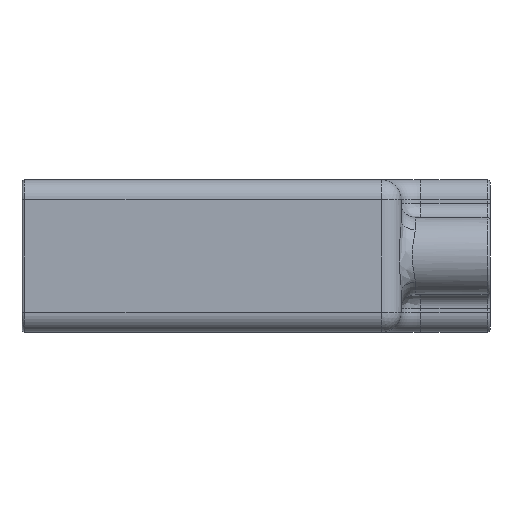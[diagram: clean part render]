
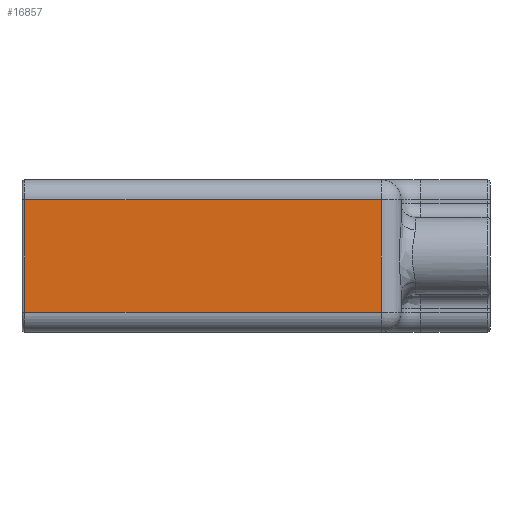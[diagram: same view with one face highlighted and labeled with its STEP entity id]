
A CAD part, left-side view. The second image highlights one B-rep face of the part: STEP entity #16857.
In plain terms, the highlighted planar face has unit normal (-1, 0, 0).
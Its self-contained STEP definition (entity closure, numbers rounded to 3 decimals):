
#493=PLANE('',#19278);
#1855=FACE_OUTER_BOUND('',#3027,.T.);
#3027=EDGE_LOOP('',(#14964,#14965,#14966,#14967));
#3346=LINE('',#26660,#4244);
#3348=LINE('',#26673,#4246);
#3958=LINE('',#33175,#4856);
#3966=LINE('',#33212,#4864);
#4244=VECTOR('',#20433,10.);
#4246=VECTOR('',#20451,10.);
#4856=VECTOR('',#24845,10.);
#4864=VECTOR('',#24903,10.);
#6827=VERTEX_POINT('',#26654);
#6828=VERTEX_POINT('',#26658);
#6831=VERTEX_POINT('',#26672);
#7778=VERTEX_POINT('',#33174);
#8360=EDGE_CURVE('',#6828,#6827,#3346,.T.);
#8366=EDGE_CURVE('',#6831,#6828,#3348,.T.);
#10204=EDGE_CURVE('',#7778,#6831,#3958,.T.);
#10222=EDGE_CURVE('',#6827,#7778,#3966,.T.);
#14964=ORIENTED_EDGE('',*,*,#8360,.T.);
#14965=ORIENTED_EDGE('',*,*,#10222,.T.);
#14966=ORIENTED_EDGE('',*,*,#10204,.T.);
#14967=ORIENTED_EDGE('',*,*,#8366,.T.);
#16857=ADVANCED_FACE('',(#1855),#493,.F.);
#19278=AXIS2_PLACEMENT_3D('',#33213,#24904,#24905);
#20433=DIRECTION('',(0.,0.,-1.));
#20451=DIRECTION('',(0.,1.,0.));
#24845=DIRECTION('',(0.,0.,1.));
#24903=DIRECTION('',(0.,-1.,0.));
#24904=DIRECTION('center_axis',(1.,0.,0.));
#24905=DIRECTION('ref_axis',(0.,-1.,0.));
#26654=CARTESIAN_POINT('',(-22.68,14.75,-4.8));
#26658=CARTESIAN_POINT('',(-22.68,14.75,4.8));
#26660=CARTESIAN_POINT('',(-22.68,14.75,0.));
#26672=CARTESIAN_POINT('',(-22.68,-15.7,4.8));
#26673=CARTESIAN_POINT('',(-22.68,5.,4.8));
#33174=CARTESIAN_POINT('',(-22.68,-15.7,-4.8));
#33175=CARTESIAN_POINT('',(-22.68,-15.7,0.));
#33212=CARTESIAN_POINT('',(-22.68,5.,-4.8));
#33213=CARTESIAN_POINT('Origin',(-22.68,15.,0.));
